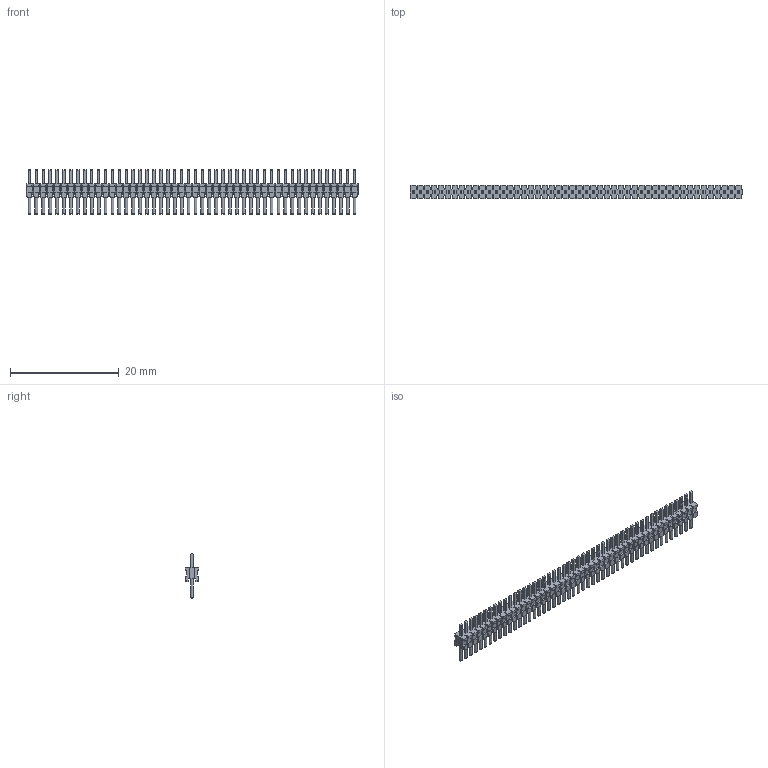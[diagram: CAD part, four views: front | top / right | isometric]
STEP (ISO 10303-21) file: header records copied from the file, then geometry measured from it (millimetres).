
FILE_DESCRIPTION(('FreeCAD Model'),'2;1');
FILE_NAME('Open CASCADE Shape Model','2025-01-08T14:09:21',(''),(''), 'Open CASCADE STEP processor 7.8','FreeCAD','Unknown');
FILE_SCHEMA(('AUTOMOTIVE_DESIGN { 1 0 10303 214 1 1 1 1 }'));
Length unit declared in the file: millimetre
Products named in the file (2): TMS-148-S_header; T-1M6-48-02-S
Bounding box: 60.96 x 2.44 x 8.13 mm (x, y, z)
Volume: 342.7 mm3; surface area: 1837.9 mm2
Topology: 2 solids, 2 shells, 2037 faces, 5954 edges, 3968 vertices
Faces by surface type: plane 1989, cylinder 48
Full cylindrical faces by diameter (mm): 0.508 x48
Entity records: 66492 total; most frequent: CARTESIAN_POINT 12008, ORIENTED_EDGE 11908, DIRECTION 10270, EDGE_CURVE 5954, LINE 5618, VECTOR 5618, VERTEX_POINT 3968, AXIS2_PLACEMENT_3D 2326
